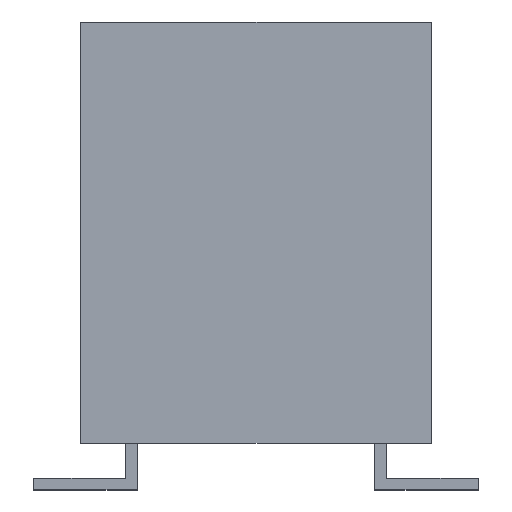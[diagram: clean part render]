
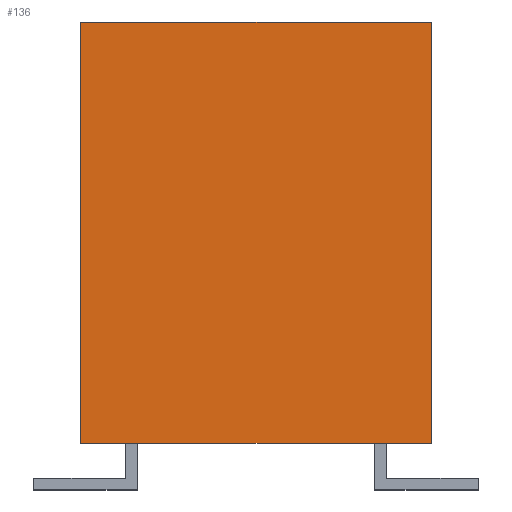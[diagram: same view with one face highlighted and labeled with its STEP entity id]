
A CAD part, front view. The second image highlights one B-rep face of the part: STEP entity #136.
In plain terms, the highlighted planar face has unit normal (0, -1, 0).
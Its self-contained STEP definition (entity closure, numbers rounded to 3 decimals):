
#24 = VERTEX_POINT('',#25);
#25 = CARTESIAN_POINT('',(-3.75,-7.5,10.));
#31 = EDGE_CURVE('',#24,#32,#34,.T.);
#32 = VERTEX_POINT('',#33);
#33 = CARTESIAN_POINT('',(3.75,-7.5,10.));
#34 = LINE('',#35,#36);
#35 = CARTESIAN_POINT('',(-3.75,-7.5,10.));
#36 = VECTOR('',#37,1.);
#37 = DIRECTION('',(1.,0.,0.));
#64 = VERTEX_POINT('',#65);
#65 = CARTESIAN_POINT('',(-3.75,-7.5,1.));
#71 = EDGE_CURVE('',#64,#24,#72,.T.);
#72 = LINE('',#73,#74);
#73 = CARTESIAN_POINT('',(-3.75,-7.5,1.));
#74 = VECTOR('',#75,1.);
#75 = DIRECTION('',(0.,0.,1.));
#93 = EDGE_CURVE('',#32,#94,#96,.T.);
#94 = VERTEX_POINT('',#95);
#95 = CARTESIAN_POINT('',(3.75,-7.5,1.));
#96 = LINE('',#97,#98);
#97 = CARTESIAN_POINT('',(3.75,-7.5,10.));
#98 = VECTOR('',#99,1.);
#99 = DIRECTION('',(0.,0.,-1.));
#136 = ADVANCED_FACE('',(#137),#148,.F.);
#137 = FACE_BOUND('',#138,.F.);
#138 = EDGE_LOOP('',(#139,#140,#141,#142));
#139 = ORIENTED_EDGE('',*,*,#71,.T.);
#140 = ORIENTED_EDGE('',*,*,#31,.T.);
#141 = ORIENTED_EDGE('',*,*,#93,.T.);
#142 = ORIENTED_EDGE('',*,*,#143,.F.);
#143 = EDGE_CURVE('',#64,#94,#144,.T.);
#144 = LINE('',#145,#146);
#145 = CARTESIAN_POINT('',(-3.75,-7.5,1.));
#146 = VECTOR('',#147,1.);
#147 = DIRECTION('',(1.,0.,0.));
#148 = PLANE('',#149);
#149 = AXIS2_PLACEMENT_3D('',#150,#151,#152);
#150 = CARTESIAN_POINT('',(0.,-7.5,4.103));
#151 = DIRECTION('',(0.,1.,0.));
#152 = DIRECTION('',(0.,0.,1.));
